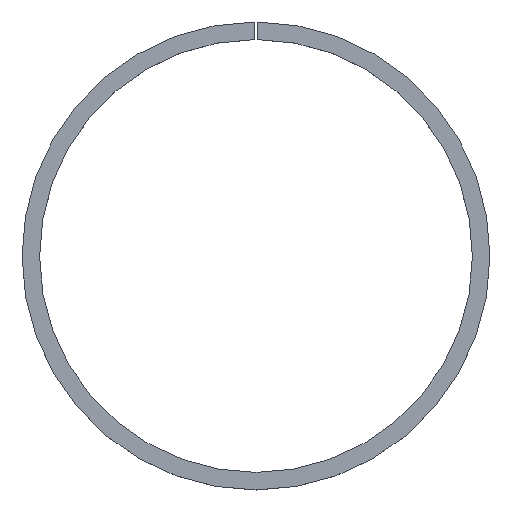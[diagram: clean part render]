
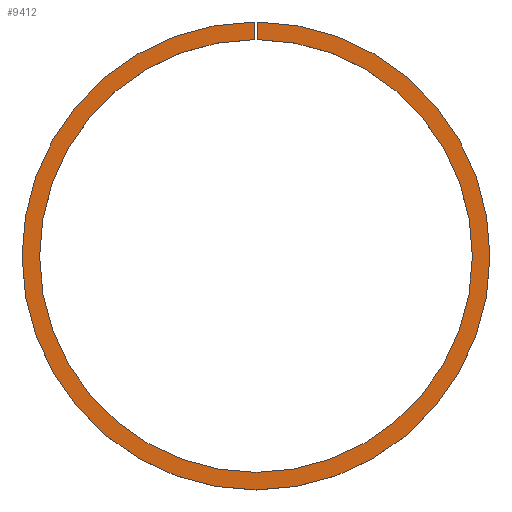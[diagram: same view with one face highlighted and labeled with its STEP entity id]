
A CAD part, top view. The second image highlights one B-rep face of the part: STEP entity #9412.
In plain terms, the highlighted planar face has unit normal (0, 0, 1).
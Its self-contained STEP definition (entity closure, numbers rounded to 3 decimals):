
#108 = EDGE_CURVE ( 'NONE', #1116, #1750, #9698, .T. ) ;
#815 = ORIENTED_EDGE ( 'NONE', *, *, #1857, .T. ) ;
#991 = DIRECTION ( 'NONE',  ( 0., 0., -1. ) ) ;
#1067 = PLANE ( 'NONE',  #3855 ) ;
#1116 = VERTEX_POINT ( 'NONE', #7466 ) ;
#1322 = VECTOR ( 'NONE', #9336, 1000. ) ;
#1672 = DIRECTION ( 'NONE',  ( 0., 0., -1. ) ) ;
#1750 = VERTEX_POINT ( 'NONE', #8199 ) ;
#1857 = EDGE_CURVE ( 'NONE', #9003, #5778, #6665, .T. ) ;
#2479 = AXIS2_PLACEMENT_3D ( 'NONE', #10371, #1672, #9623 ) ;
#2637 = AXIS2_PLACEMENT_3D ( 'NONE', #8223, #2783, #10044 ) ;
#2783 = DIRECTION ( 'NONE',  ( 0., 0., -1. ) ) ;
#3622 = CARTESIAN_POINT ( 'NONE',  ( -0.5, 79.998, 6. ) ) ;
#3673 = VECTOR ( 'NONE', #8370, 1000. ) ;
#3779 = CARTESIAN_POINT ( 'NONE',  ( 0., -74., 6. ) ) ;
#3855 = AXIS2_PLACEMENT_3D ( 'NONE', #3779, #991, #4718 ) ;
#4149 = ORIENTED_EDGE ( 'NONE', *, *, #108, .F. ) ;
#4188 = CARTESIAN_POINT ( 'NONE',  ( -0.5, 73.998, 6. ) ) ;
#4718 = DIRECTION ( 'NONE',  ( -1., 0., 0. ) ) ;
#5679 = CARTESIAN_POINT ( 'NONE',  ( 0.5, 0., 6. ) ) ;
#5778 = VERTEX_POINT ( 'NONE', #3622 ) ;
#5857 = ORIENTED_EDGE ( 'NONE', *, *, #9395, .T. ) ;
#6302 = FACE_OUTER_BOUND ( 'NONE', #7607, .T. ) ;
#6665 = LINE ( 'NONE', #8427, #1322 ) ;
#7289 = CIRCLE ( 'NONE', #2479, 80. ) ;
#7466 = CARTESIAN_POINT ( 'NONE',  ( 0.5, 73.998, 6. ) ) ;
#7607 = EDGE_LOOP ( 'NONE', ( #9210, #4149, #5857, #815 ) ) ;
#7631 = EDGE_CURVE ( 'NONE', #1750, #5778, #7289, .T. ) ;
#8199 = CARTESIAN_POINT ( 'NONE',  ( 0.5, 79.998, 6. ) ) ;
#8223 = CARTESIAN_POINT ( 'NONE',  ( 0., 0., 6. ) ) ;
#8370 = DIRECTION ( 'NONE',  ( 0., 1., 0. ) ) ;
#8427 = CARTESIAN_POINT ( 'NONE',  ( -0.5, 0., 6. ) ) ;
#9003 = VERTEX_POINT ( 'NONE', #4188 ) ;
#9210 = ORIENTED_EDGE ( 'NONE', *, *, #7631, .F. ) ;
#9336 = DIRECTION ( 'NONE',  ( 0., 1., 0. ) ) ;
#9395 = EDGE_CURVE ( 'NONE', #1116, #9003, #9804, .T. ) ;
#9412 = ADVANCED_FACE ( 'NONE', ( #6302 ), #1067, .F. ) ;
#9623 = DIRECTION ( 'NONE',  ( -1., 0., 0. ) ) ;
#9698 = LINE ( 'NONE', #5679, #3673 ) ;
#9804 = CIRCLE ( 'NONE', #2637, 74. ) ;
#10044 = DIRECTION ( 'NONE',  ( -1., 0., 0. ) ) ;
#10371 = CARTESIAN_POINT ( 'NONE',  ( 0., 0., 6. ) ) ;
